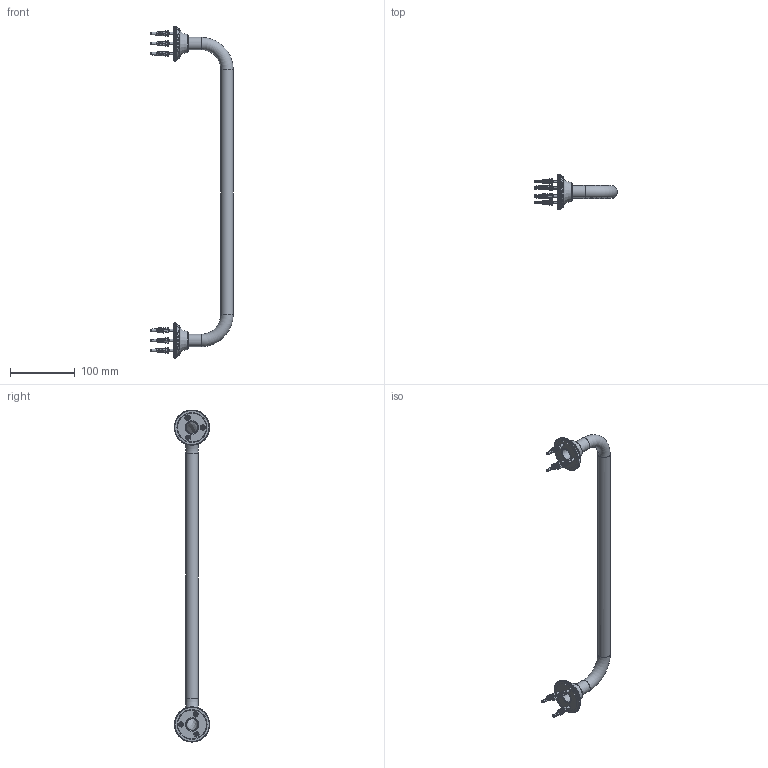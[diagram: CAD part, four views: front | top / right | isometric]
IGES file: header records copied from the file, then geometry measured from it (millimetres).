
Global section: file name: No Iges File Name specified; native system: Autodesk Inventor 2012; preprocessor: AutoDesk Inventor Iges Exporter R2012; author: mblakey; date: 20130207.114628; units: millimetre
Bounding box: 126.82 x 54.29 x 511.19 mm (x, y, z)
Volume: 68993.7 mm3; surface area: 102151.6 mm2
Topology: 17 solids, 17 shells, 2418 faces, 6322 edges, 3908 vertices
Faces by surface type: plane 1580, cone 418, cylinder 283, revolution 121, torus 16
Full cylindrical faces by diameter (mm): 3.6 x6, 19.05 x3, 21 x2, 22 x2, 24 x2, 24.8 x2, 44.44 x2, 46 x2, 50 x2
